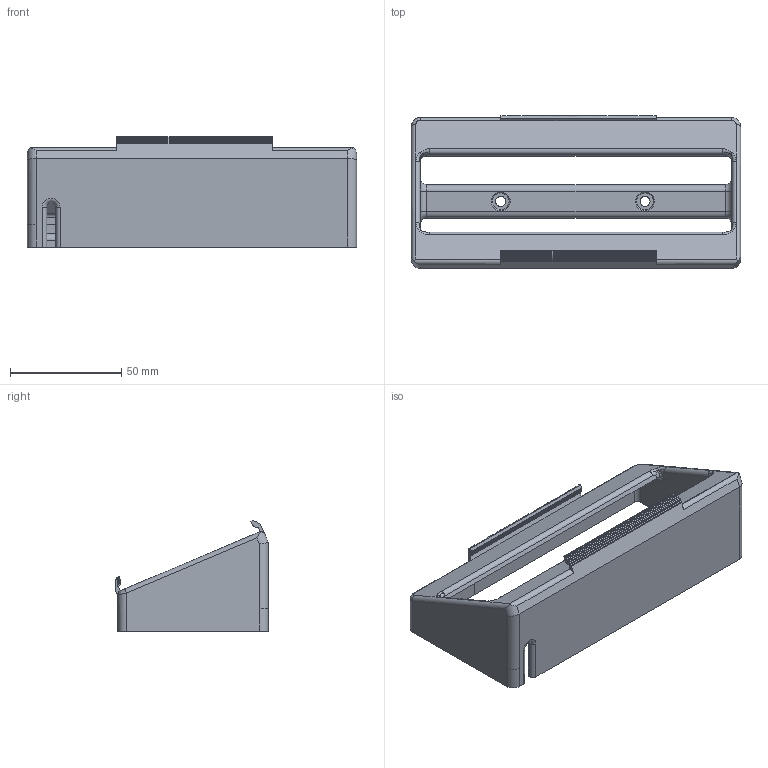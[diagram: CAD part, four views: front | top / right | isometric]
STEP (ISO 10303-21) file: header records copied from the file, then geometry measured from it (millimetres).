
FILE_DESCRIPTION(/* description */ (''),/* implementation_level */ '2;1');
FILE_NAME(/* name */ 'v slot desktop mount 4.3 and 7.step',/* time_stamp */ '2021-05-30T12:40:07+02:00',/* author */ (''),/* organization */ (''),/* preprocessor_version */ 'ST-DEVELOPER v18.1',/* originating_system */ 'Autodesk Translation Framework v10.6.0.1341',/* authorisation */ '');
FILE_SCHEMA (('AUTOMOTIVE_DESIGN { 1 0 10303 214 3 1 1 }'));
Length unit declared in the file: millimetre
Products named in the file (2): Fly Mellow 4.5"; Wallmount easy usb sd access
Assembly tree (1 placements, depth 2):
  Fly Mellow 4.5"
    Wallmount easy usb sd access
Bounding box: 148 x 68.67 x 49.52 mm (x, y, z)
Volume: 77484.6 mm3; surface area: 42828.8 mm2
Topology: 1 solids, 1 shells, 304 faces, 786 edges, 482 vertices
Faces by surface type: plane 192, bspline 53, cylinder 51, torus 6, cone 2
Full cylindrical faces by diameter (mm): 4.5 x2, 7.5 x2
Entity records: 11347 total; most frequent: CARTESIAN_POINT 4019, ORIENTED_EDGE 1572, DIRECTION 1399, EDGE_CURVE 786, LINE 533, VECTOR 533, VERTEX_POINT 482, AXIS2_PLACEMENT_3D 433
